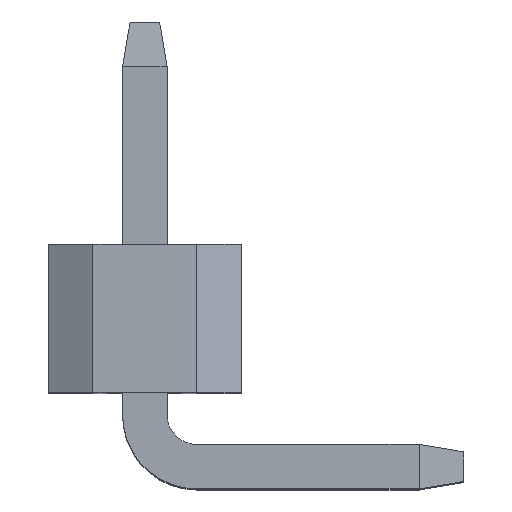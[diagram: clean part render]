
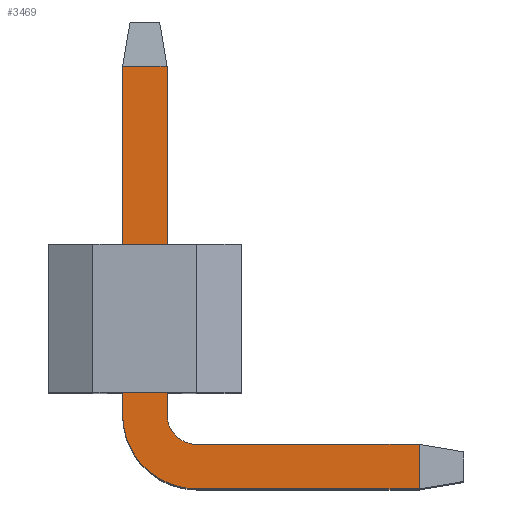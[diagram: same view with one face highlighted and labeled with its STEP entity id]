
A CAD part, top view. The second image highlights one B-rep face of the part: STEP entity #3469.
In plain terms, the highlighted planar face has unit normal (0, 0, 1).
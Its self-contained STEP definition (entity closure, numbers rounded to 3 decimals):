
#3031=CARTESIAN_POINT('',(0.35,-0.65,0.15));
#3032=DIRECTION('',(0.,0.,-1.));
#3033=DIRECTION('',(0.,-1.,0.));
#3034=AXIS2_PLACEMENT_3D('',#3031,#3032,#3033);
#3095=CARTESIAN_POINT('',(0.35,-0.65,0.15));
#3096=DIRECTION('',(0.,0.,1.));
#3097=DIRECTION('',(-1.,0.,0.));
#3098=AXIS2_PLACEMENT_3D('',#3095,#3096,#3097);
#3103=DIRECTION('',(0.,-1.,0.));
#3104=VECTOR('',#3103,2.35);
#3105=CARTESIAN_POINT('',(-0.15,1.7,0.15));
#3106=LINE('',#3105,#3104);
#3110=DIRECTION('',(-1.,0.,0.));
#3111=VECTOR('',#3110,0.3);
#3112=CARTESIAN_POINT('',(0.15,1.7,0.15));
#3113=LINE('',#3112,#3111);
#3117=DIRECTION('',(0.,1.,0.));
#3118=VECTOR('',#3117,2.35);
#3119=CARTESIAN_POINT('',(0.15,-0.65,0.15));
#3120=LINE('',#3119,#3118);
#3124=DIRECTION('',(-1.,0.,0.));
#3125=VECTOR('',#3124,1.5);
#3126=CARTESIAN_POINT('',(1.85,-0.85,0.15));
#3127=LINE('',#3126,#3125);
#3131=DIRECTION('',(0.,1.,0.));
#3132=VECTOR('',#3131,0.3);
#3133=CARTESIAN_POINT('',(1.85,-1.15,0.15));
#3134=LINE('',#3133,#3132);
#3138=DIRECTION('',(1.,0.,0.));
#3139=VECTOR('',#3138,1.5);
#3140=CARTESIAN_POINT('',(0.35,-1.15,0.15));
#3141=LINE('',#3140,#3139);
#3212=CARTESIAN_POINT('',(0.15,1.7,0.15));
#3213=CARTESIAN_POINT('',(-0.15,1.7,0.15));
#3214=VERTEX_POINT('',#3212);
#3215=VERTEX_POINT('',#3213);
#3224=CARTESIAN_POINT('',(1.85,-0.85,0.15));
#3226=VERTEX_POINT('',#3224);
#3236=CARTESIAN_POINT('',(1.85,-1.15,0.15));
#3237=VERTEX_POINT('',#3236);
#3241=CARTESIAN_POINT('',(0.15,-0.65,0.15));
#3243=VERTEX_POINT('',#3241);
#3245=CARTESIAN_POINT('',(0.35,-0.85,0.15));
#3247=VERTEX_POINT('',#3245);
#3252=CARTESIAN_POINT('',(-0.15,-0.65,0.15));
#3253=VERTEX_POINT('',#3252);
#3254=CARTESIAN_POINT('',(0.35,-1.15,0.15));
#3255=VERTEX_POINT('',#3254);
#3452=CARTESIAN_POINT('',(0.,0.,0.15));
#3453=DIRECTION('',(0.,0.,1.));
#3454=DIRECTION('',(1.,0.,0.));
#3455=AXIS2_PLACEMENT_3D('',#3452,#3453,#3454);
#3456=PLANE('',#3455);
#3457=ORIENTED_EDGE('',*,*,#3288,.F.);
#3458=ORIENTED_EDGE('',*,*,#3304,.F.);
#3460=ORIENTED_EDGE('',*,*,#3459,.F.);
#3461=ORIENTED_EDGE('',*,*,#3360,.F.);
#3462=ORIENTED_EDGE('',*,*,#3376,.F.);
#3463=ORIENTED_EDGE('',*,*,#3390,.F.);
#3465=ORIENTED_EDGE('',*,*,#3464,.F.);
#3466=ORIENTED_EDGE('',*,*,#3445,.F.);
#3467=EDGE_LOOP('',(#3457,#3458,#3460,#3461,#3462,#3463,#3465,#3466));
#3468=FACE_OUTER_BOUND('',#3467,.F.);
#3035=CIRCLE('',#3034,0.2);
#3099=CIRCLE('',#3098,0.5);
#3288=EDGE_CURVE('',#3253,#3255,#3099,.T.);
#3304=EDGE_CURVE('',#3215,#3253,#3106,.T.);
#3360=EDGE_CURVE('',#3243,#3214,#3120,.T.);
#3376=EDGE_CURVE('',#3247,#3243,#3035,.T.);
#3390=EDGE_CURVE('',#3226,#3247,#3127,.T.);
#3445=EDGE_CURVE('',#3255,#3237,#3141,.T.);
#3459=EDGE_CURVE('',#3214,#3215,#3113,.T.);
#3464=EDGE_CURVE('',#3237,#3226,#3134,.T.);
#3469=ADVANCED_FACE('',(#3468),#3456,.T.);
